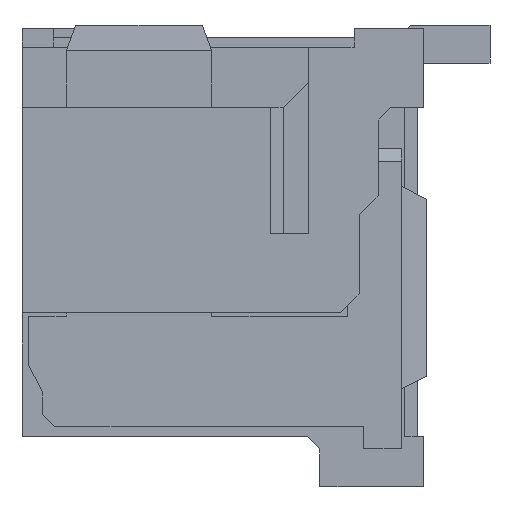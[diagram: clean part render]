
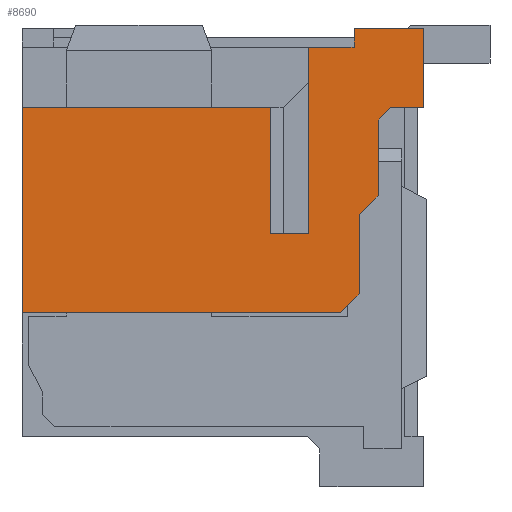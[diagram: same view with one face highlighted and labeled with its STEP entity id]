
A CAD part, left-side view. The second image highlights one B-rep face of the part: STEP entity #8690.
In plain terms, the highlighted planar face has unit normal (-1, 0, 0).
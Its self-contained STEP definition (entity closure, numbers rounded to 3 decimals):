
#212=FACE_OUTER_BOUND('',#653,.T.);
#653=EDGE_LOOP('',(#6158,#6159,#6160,#6161,#6162,#6163,#6164,#6165,#6166,
#6167,#6168,#6169,#6170,#6171,#6172,#6173));
#1027=LINE('',#11867,#2252);
#1177=LINE('',#12164,#2402);
#1341=LINE('',#12496,#2566);
#1361=LINE('',#12534,#2586);
#1363=LINE('',#12538,#2588);
#1365=LINE('',#12542,#2590);
#1367=LINE('',#12546,#2592);
#1369=LINE('',#12549,#2594);
#1370=LINE('',#12552,#2595);
#1371=LINE('',#12554,#2596);
#1372=LINE('',#12555,#2597);
#1373=LINE('',#12556,#2598);
#1374=LINE('',#12558,#2599);
#1375=LINE('',#12560,#2600);
#1376=LINE('',#12562,#2601);
#1377=LINE('',#12563,#2602);
#2252=VECTOR('',#9597,0.6);
#2402=VECTOR('',#9833,1.25);
#2566=VECTOR('',#10073,5.03);
#2586=VECTOR('',#10099,0.283);
#2588=VECTOR('',#10103,1.2);
#2590=VECTOR('',#10107,0.424);
#2592=VECTOR('',#10111,1.25);
#2594=VECTOR('',#10115,0.424);
#2595=VECTOR('',#10118,2.);
#2596=VECTOR('',#10119,3.93);
#2597=VECTOR('',#10120,3.25);
#2598=VECTOR('',#10121,0.52);
#2599=VECTOR('',#10122,1.1);
#2600=VECTOR('',#10123,0.3);
#2601=VECTOR('',#10124,0.72);
#2602=VECTOR('',#10125,2.95);
#3476=VERTEX_POINT('',#11865);
#3477=VERTEX_POINT('',#11866);
#3580=VERTEX_POINT('',#12161);
#3581=VERTEX_POINT('',#12163);
#3710=VERTEX_POINT('',#12493);
#3711=VERTEX_POINT('',#12495);
#3725=VERTEX_POINT('',#12531);
#3726=VERTEX_POINT('',#12533);
#3727=VERTEX_POINT('',#12537);
#3728=VERTEX_POINT('',#12541);
#3729=VERTEX_POINT('',#12545);
#3730=VERTEX_POINT('',#12551);
#3731=VERTEX_POINT('',#12553);
#3732=VERTEX_POINT('',#12557);
#3733=VERTEX_POINT('',#12559);
#3734=VERTEX_POINT('',#12561);
#4323=EDGE_CURVE('',#3476,#3477,#1027,.T.);
#4473=EDGE_CURVE('',#3581,#3580,#1177,.T.);
#4639=EDGE_CURVE('',#3711,#3710,#1341,.T.);
#4659=EDGE_CURVE('',#3725,#3726,#1361,.T.);
#4661=EDGE_CURVE('',#3726,#3727,#1363,.T.);
#4663=EDGE_CURVE('',#3727,#3728,#1365,.T.);
#4665=EDGE_CURVE('',#3728,#3729,#1367,.T.);
#4667=EDGE_CURVE('',#3729,#3710,#1369,.T.);
#4668=EDGE_CURVE('',#3477,#3730,#1370,.T.);
#4669=EDGE_CURVE('',#3731,#3730,#1371,.T.);
#4670=EDGE_CURVE('',#3731,#3711,#1372,.T.);
#4671=EDGE_CURVE('',#3581,#3725,#1373,.T.);
#4672=EDGE_CURVE('',#3580,#3732,#1374,.T.);
#4673=EDGE_CURVE('',#3732,#3733,#1375,.T.);
#4674=EDGE_CURVE('',#3733,#3734,#1376,.T.);
#4675=EDGE_CURVE('',#3734,#3476,#1377,.T.);
#6158=ORIENTED_EDGE('',*,*,#4323,.T.);
#6159=ORIENTED_EDGE('',*,*,#4668,.T.);
#6160=ORIENTED_EDGE('',*,*,#4669,.F.);
#6161=ORIENTED_EDGE('',*,*,#4670,.T.);
#6162=ORIENTED_EDGE('',*,*,#4639,.T.);
#6163=ORIENTED_EDGE('',*,*,#4667,.F.);
#6164=ORIENTED_EDGE('',*,*,#4665,.F.);
#6165=ORIENTED_EDGE('',*,*,#4663,.F.);
#6166=ORIENTED_EDGE('',*,*,#4661,.F.);
#6167=ORIENTED_EDGE('',*,*,#4659,.F.);
#6168=ORIENTED_EDGE('',*,*,#4671,.F.);
#6169=ORIENTED_EDGE('',*,*,#4473,.T.);
#6170=ORIENTED_EDGE('',*,*,#4672,.T.);
#6171=ORIENTED_EDGE('',*,*,#4673,.T.);
#6172=ORIENTED_EDGE('',*,*,#4674,.T.);
#6173=ORIENTED_EDGE('',*,*,#4675,.T.);
#8283=PLANE('',#9147);
#8690=ADVANCED_FACE('',(#212),#8283,.T.);
#9147=AXIS2_PLACEMENT_3D('',#12550,#10116,#10117);
#9597=DIRECTION('',(0.,1.,0.));
#9833=DIRECTION('',(0.,0.,1.));
#10073=DIRECTION('',(0.,-1.,0.));
#10099=DIRECTION('',(0.,0.707,-0.707));
#10103=DIRECTION('',(0.,0.,-1.));
#10107=DIRECTION('',(0.,0.707,-0.707));
#10111=DIRECTION('',(0.,0.,-1.));
#10115=DIRECTION('',(0.,0.707,-0.707));
#10116=DIRECTION('center_axis',(-1.,0.,0.));
#10117=DIRECTION('ref_axis',(0.,0.,1.));
#10118=DIRECTION('',(0.,0.,1.));
#10119=DIRECTION('',(0.,-1.,0.));
#10120=DIRECTION('',(0.,0.,-1.));
#10121=DIRECTION('',(0.,1.,0.));
#10122=DIRECTION('',(0.,1.,0.));
#10123=DIRECTION('',(0.,0.,-1.));
#10124=DIRECTION('',(0.,1.,0.));
#10125=DIRECTION('',(0.,0.,-1.));
#11865=CARTESIAN_POINT('',(-5.15,-1.93,0.82));
#11866=CARTESIAN_POINT('',(-5.15,-1.33,0.82));
#11867=CARTESIAN_POINT('',(-5.15,-1.93,0.82));
#12161=CARTESIAN_POINT('',(-5.15,-3.75,4.07));
#12163=CARTESIAN_POINT('',(-5.15,-3.75,2.82));
#12164=CARTESIAN_POINT('',(-5.15,-3.75,2.82));
#12493=CARTESIAN_POINT('',(-5.15,-2.43,-0.43));
#12495=CARTESIAN_POINT('',(-5.15,2.6,-0.43));
#12496=CARTESIAN_POINT('',(-5.15,2.6,-0.43));
#12531=CARTESIAN_POINT('',(-5.15,-3.23,2.82));
#12533=CARTESIAN_POINT('',(-5.15,-3.03,2.62));
#12534=CARTESIAN_POINT('',(-5.15,-3.23,2.82));
#12537=CARTESIAN_POINT('',(-5.15,-3.03,1.42));
#12538=CARTESIAN_POINT('',(-5.15,-3.03,2.62));
#12541=CARTESIAN_POINT('',(-5.15,-2.73,1.12));
#12542=CARTESIAN_POINT('',(-5.15,-3.03,1.42));
#12545=CARTESIAN_POINT('',(-5.15,-2.73,-0.13));
#12546=CARTESIAN_POINT('',(-5.15,-2.73,1.12));
#12549=CARTESIAN_POINT('',(-5.15,-2.73,-0.13));
#12550=CARTESIAN_POINT('Origin',(-5.15,0.,0.445));
#12551=CARTESIAN_POINT('',(-5.15,-1.33,2.82));
#12552=CARTESIAN_POINT('',(-5.15,-1.33,0.82));
#12553=CARTESIAN_POINT('',(-5.15,2.6,2.82));
#12554=CARTESIAN_POINT('',(-5.15,2.6,2.82));
#12555=CARTESIAN_POINT('',(-5.15,2.6,2.82));
#12556=CARTESIAN_POINT('',(-5.15,-3.75,2.82));
#12557=CARTESIAN_POINT('',(-5.15,-2.65,4.07));
#12558=CARTESIAN_POINT('',(-5.15,-3.75,4.07));
#12559=CARTESIAN_POINT('',(-5.15,-2.65,3.77));
#12560=CARTESIAN_POINT('',(-5.15,-2.65,4.07));
#12561=CARTESIAN_POINT('',(-5.15,-1.93,3.77));
#12562=CARTESIAN_POINT('',(-5.15,-2.65,3.77));
#12563=CARTESIAN_POINT('',(-5.15,-1.93,3.77));
